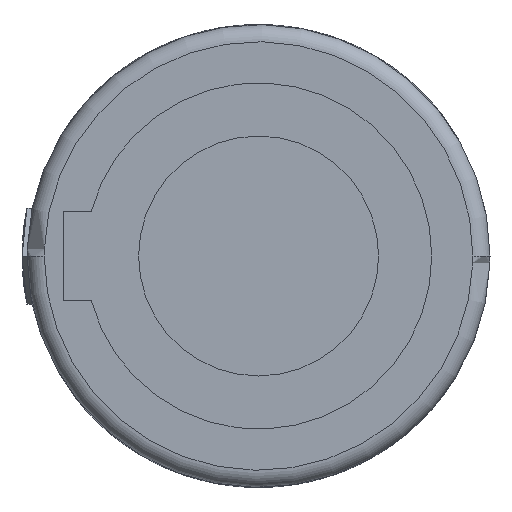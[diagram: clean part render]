
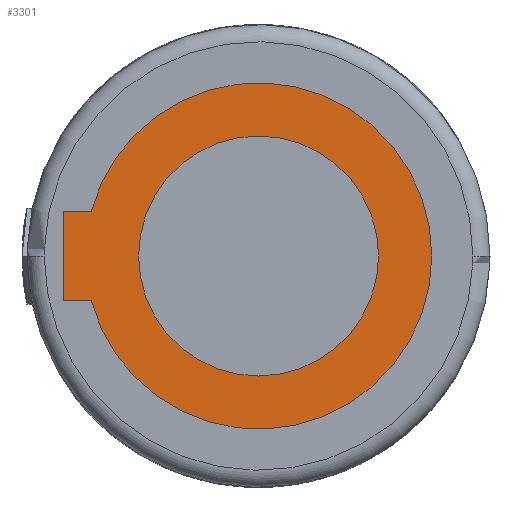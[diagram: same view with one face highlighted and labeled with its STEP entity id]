
A CAD part, left-side view. The second image highlights one B-rep face of the part: STEP entity #3301.
In plain terms, the highlighted planar face has unit normal (-1, 0, 0).
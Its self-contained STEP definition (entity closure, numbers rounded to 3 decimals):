
#44=CARTESIAN_POINT('',(0.,0.,0.));
#45=DIRECTION('',(1.,0.,0.));
#46=DIRECTION('',(0.,0.966,0.257));
#47=AXIS2_PLACEMENT_3D('',#44,#45,#46);
#49=CARTESIAN_POINT('',(0.,0.,0.));
#50=DIRECTION('',(1.,0.,0.));
#51=DIRECTION('',(0.,-1.,0.));
#52=AXIS2_PLACEMENT_3D('',#49,#50,#51);
#54=CARTESIAN_POINT('',(0.,0.,0.));
#55=DIRECTION('',(-1.,0.,0.));
#56=DIRECTION('',(0.,0.,1.));
#57=AXIS2_PLACEMENT_3D('',#54,#55,#56);
#59=CARTESIAN_POINT('',(0.,0.,0.));
#60=DIRECTION('',(-1.,0.,0.));
#61=DIRECTION('',(0.,0.,-1.));
#62=AXIS2_PLACEMENT_3D('',#59,#60,#61);
#2922=DIRECTION('',(0.,-1.,0.));
#2923=VECTOR('',#2922,0.82);
#2924=CARTESIAN_POINT('',(0.,5.7,-1.3));
#2925=LINE('',#2924,#2923);
#2934=DIRECTION('',(0.,0.,-1.));
#2935=VECTOR('',#2934,2.6);
#2936=CARTESIAN_POINT('',(0.,5.7,1.3));
#2937=LINE('',#2936,#2935);
#2938=DIRECTION('',(0.,1.,0.));
#2939=VECTOR('',#2938,0.82);
#2940=CARTESIAN_POINT('',(0.,4.88,1.3));
#2941=LINE('',#2940,#2939);
#2960=CARTESIAN_POINT('',(0.,-5.05,0.));
#2961=CARTESIAN_POINT('',(0.,4.88,-1.3));
#2962=VERTEX_POINT('',#2960);
#2963=VERTEX_POINT('',#2961);
#2964=CARTESIAN_POINT('',(0.,4.88,1.3));
#2965=VERTEX_POINT('',#2964);
#2966=CARTESIAN_POINT('',(0.,5.7,-1.3));
#2967=VERTEX_POINT('',#2966);
#2968=CARTESIAN_POINT('',(0.,5.7,1.3));
#2969=VERTEX_POINT('',#2968);
#2970=CARTESIAN_POINT('',(0.,0.,3.5));
#2971=CARTESIAN_POINT('',(0.,0.,-3.5));
#2972=VERTEX_POINT('',#2970);
#2973=VERTEX_POINT('',#2971);
#3278=CARTESIAN_POINT('',(0.,0.,0.));
#3279=DIRECTION('',(1.,0.,0.));
#3280=DIRECTION('',(0.,0.,-1.));
#3281=AXIS2_PLACEMENT_3D('',#3278,#3279,#3280);
#3282=PLANE('',#3281);
#3284=ORIENTED_EDGE('',*,*,#3283,.T.);
#3286=ORIENTED_EDGE('',*,*,#3285,.T.);
#3288=ORIENTED_EDGE('',*,*,#3287,.F.);
#3290=ORIENTED_EDGE('',*,*,#3289,.F.);
#3292=ORIENTED_EDGE('',*,*,#3291,.F.);
#3293=EDGE_LOOP('',(#3284,#3286,#3288,#3290,#3292));
#3294=FACE_OUTER_BOUND('',#3293,.F.);
#3296=ORIENTED_EDGE('',*,*,#3295,.T.);
#3298=ORIENTED_EDGE('',*,*,#3297,.T.);
#3299=EDGE_LOOP('',(#3296,#3298));
#3300=FACE_BOUND('',#3299,.F.);
#48=CIRCLE('',#47,5.05);
#53=CIRCLE('',#52,5.05);
#58=CIRCLE('',#57,3.5);
#63=CIRCLE('',#62,3.5);
#3283=EDGE_CURVE('',#2965,#2962,#48,.T.);
#3285=EDGE_CURVE('',#2962,#2963,#53,.T.);
#3287=EDGE_CURVE('',#2967,#2963,#2925,.T.);
#3289=EDGE_CURVE('',#2969,#2967,#2937,.T.);
#3291=EDGE_CURVE('',#2965,#2969,#2941,.T.);
#3295=EDGE_CURVE('',#2972,#2973,#58,.T.);
#3297=EDGE_CURVE('',#2973,#2972,#63,.T.);
#3301=ADVANCED_FACE('',(#3294,#3300),#3282,.F.);
